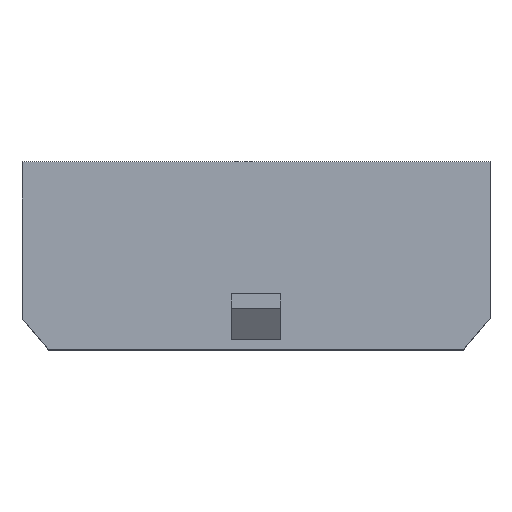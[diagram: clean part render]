
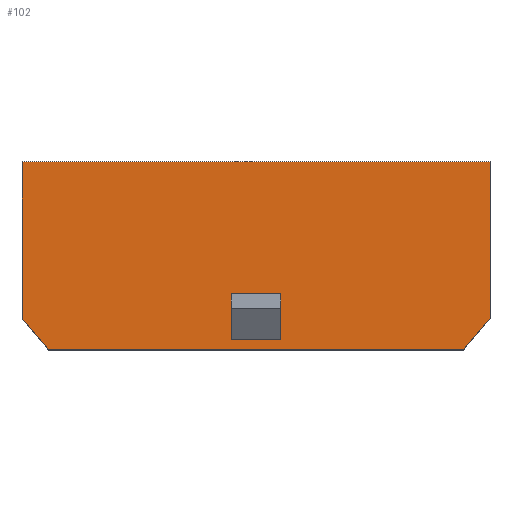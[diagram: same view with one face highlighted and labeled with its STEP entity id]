
A CAD part, top view. The second image highlights one B-rep face of the part: STEP entity #102.
In plain terms, the highlighted planar face has unit normal (0, 0, 1).
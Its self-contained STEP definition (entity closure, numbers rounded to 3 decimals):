
#56=FACE_BOUND('',#792,.T.);
#57=FACE_BOUND('',#793,.T.);
#102=ADVANCED_FACE('',(#56,#57),#331,.T.);
#331=PLANE('',#4039);
#792=EDGE_LOOP('',(#1158,#1159,#1160,#1161,#1162,#1163));
#793=EDGE_LOOP('',(#1164,#1165,#1166,#1167));
#1158=ORIENTED_EDGE('',*,*,#2513,.F.);
#1159=ORIENTED_EDGE('',*,*,#2519,.F.);
#1160=ORIENTED_EDGE('',*,*,#2560,.T.);
#1161=ORIENTED_EDGE('',*,*,#2561,.T.);
#1162=ORIENTED_EDGE('',*,*,#2509,.F.);
#1163=ORIENTED_EDGE('',*,*,#2555,.F.);
#1164=ORIENTED_EDGE('',*,*,#2562,.T.);
#1165=ORIENTED_EDGE('',*,*,#2563,.T.);
#1166=ORIENTED_EDGE('',*,*,#2564,.F.);
#1167=ORIENTED_EDGE('',*,*,#2565,.F.);
#2164=VERTEX_POINT('',#5437);
#2167=VERTEX_POINT('',#5442);
#2168=VERTEX_POINT('',#5446);
#2171=VERTEX_POINT('',#5451);
#2177=VERTEX_POINT('',#5464);
#2214=VERTEX_POINT('',#5545);
#2215=VERTEX_POINT('',#5548);
#2216=VERTEX_POINT('',#5549);
#2217=VERTEX_POINT('',#5551);
#2218=VERTEX_POINT('',#5553);
#2509=EDGE_CURVE('',#2167,#2164,#3043,.T.);
#2513=EDGE_CURVE('',#2171,#2168,#3047,.T.);
#2519=EDGE_CURVE('',#2177,#2171,#3053,.T.);
#2555=EDGE_CURVE('',#2168,#2167,#3089,.T.);
#2560=EDGE_CURVE('',#2177,#2214,#3094,.T.);
#2561=EDGE_CURVE('',#2214,#2164,#3095,.T.);
#2562=EDGE_CURVE('',#2215,#2216,#3096,.T.);
#2563=EDGE_CURVE('',#2216,#2217,#3097,.T.);
#2564=EDGE_CURVE('',#2218,#2217,#3098,.T.);
#2565=EDGE_CURVE('',#2215,#2218,#3099,.T.);
#3043=LINE('',#5443,#3567);
#3047=LINE('',#5452,#3571);
#3053=LINE('',#5465,#3577);
#3089=LINE('',#5536,#3613);
#3094=LINE('',#5544,#3618);
#3095=LINE('',#5546,#3619);
#3096=LINE('',#5547,#3620);
#3097=LINE('',#5550,#3621);
#3098=LINE('',#5552,#3622);
#3099=LINE('',#5554,#3623);
#3567=VECTOR('',#4360,1.);
#3571=VECTOR('',#4366,1.);
#3577=VECTOR('',#4374,1.);
#3613=VECTOR('',#4412,1.);
#3618=VECTOR('',#4419,1.);
#3619=VECTOR('',#4420,1.);
#3620=VECTOR('',#4421,1.);
#3621=VECTOR('',#4422,1.);
#3622=VECTOR('',#4423,1.);
#3623=VECTOR('',#4424,1.);
#4039=AXIS2_PLACEMENT_3D('',#5555,#4425,#4426);
#4360=DIRECTION('',(-0.643,0.766,0.));
#4366=DIRECTION('',(-0.643,-0.766,0.));
#4374=DIRECTION('',(0.,-1.,0.));
#4412=DIRECTION('',(-1.,0.,0.));
#4419=DIRECTION('',(-1.,0.,0.));
#4420=DIRECTION('',(0.,-1.,0.));
#4421=DIRECTION('',(-1.,0.,0.));
#4422=DIRECTION('',(0.,1.,0.));
#4423=DIRECTION('',(-1.,0.,0.));
#4424=DIRECTION('',(0.,1.,0.));
#4425=DIRECTION('',(0.,0.,1.));
#4426=DIRECTION('',(1.,0.,0.));
#5437=CARTESIAN_POINT('',(-12.32,1.668,3.86));
#5442=CARTESIAN_POINT('',(-10.92,0.,3.86));
#5443=CARTESIAN_POINT('',(-10.92,0.,3.86));
#5446=CARTESIAN_POINT('',(10.92,0.,3.86));
#5451=CARTESIAN_POINT('',(12.32,1.668,3.86));
#5452=CARTESIAN_POINT('',(12.32,1.668,3.86));
#5464=CARTESIAN_POINT('',(12.32,9.9,3.86));
#5465=CARTESIAN_POINT('',(12.32,9.9,3.86));
#5536=CARTESIAN_POINT('',(12.32,0.,3.86));
#5544=CARTESIAN_POINT('',(12.32,9.9,3.86));
#5545=CARTESIAN_POINT('',(-12.32,9.9,3.86));
#5546=CARTESIAN_POINT('',(-12.32,9.9,3.86));
#5547=CARTESIAN_POINT('',(1.3,0.54,3.86));
#5548=CARTESIAN_POINT('',(1.3,0.54,3.86));
#5549=CARTESIAN_POINT('',(-1.3,0.54,3.86));
#5550=CARTESIAN_POINT('',(-1.3,0.54,3.86));
#5551=CARTESIAN_POINT('',(-1.3,2.95,3.86));
#5552=CARTESIAN_POINT('',(1.3,2.95,3.86));
#5553=CARTESIAN_POINT('',(1.3,2.95,3.86));
#5554=CARTESIAN_POINT('',(1.3,0.54,3.86));
#5555=CARTESIAN_POINT('',(12.32,9.9,3.86));
